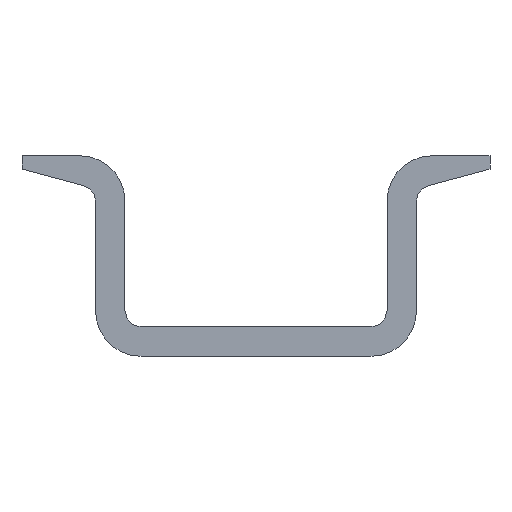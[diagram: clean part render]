
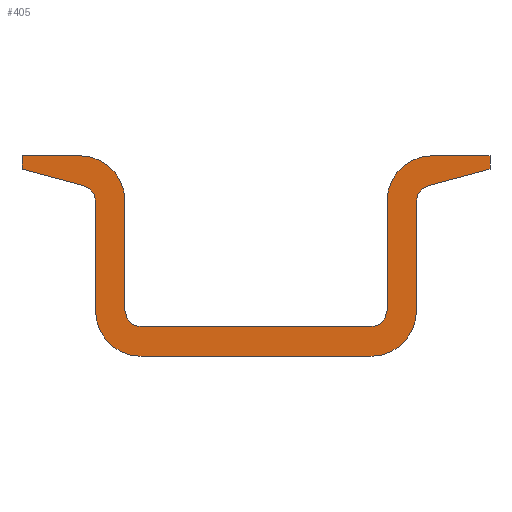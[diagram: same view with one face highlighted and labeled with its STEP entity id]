
A CAD part, front view. The second image highlights one B-rep face of the part: STEP entity #405.
In plain terms, the highlighted planar face has unit normal (0, -1, 0).
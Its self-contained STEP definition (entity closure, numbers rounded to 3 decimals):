
#23=FACE_OUTER_BOUND('',#45,.T.);
#45=EDGE_LOOP('',(#271,#272,#273,#274,#275,#276,#277,#278,#279,#280,#281,
#282,#283,#284,#285,#286,#287,#288,#289,#290));
#67=CIRCLE('',#451,3.4);
#68=CIRCLE('',#452,1.2);
#69=CIRCLE('',#453,1.2);
#70=CIRCLE('',#454,3.4);
#71=CIRCLE('',#455,1.2);
#72=CIRCLE('',#456,3.4);
#73=CIRCLE('',#457,3.4);
#74=CIRCLE('',#458,1.2);
#83=LINE('',#614,#127);
#84=LINE('',#616,#128);
#85=LINE('',#620,#129);
#86=LINE('',#624,#130);
#87=LINE('',#628,#131);
#88=LINE('',#632,#132);
#89=LINE('',#634,#133);
#90=LINE('',#636,#134);
#91=LINE('',#640,#135);
#92=LINE('',#644,#136);
#93=LINE('',#648,#137);
#94=LINE('',#651,#138);
#127=VECTOR('',#492,10.);
#128=VECTOR('',#493,10.);
#129=VECTOR('',#496,10.);
#130=VECTOR('',#499,10.);
#131=VECTOR('',#502,10.);
#132=VECTOR('',#505,10.);
#133=VECTOR('',#506,10.);
#134=VECTOR('',#507,10.);
#135=VECTOR('',#510,10.);
#136=VECTOR('',#513,10.);
#137=VECTOR('',#516,10.);
#138=VECTOR('',#519,10.);
#171=VERTEX_POINT('',#612);
#172=VERTEX_POINT('',#613);
#173=VERTEX_POINT('',#615);
#174=VERTEX_POINT('',#617);
#175=VERTEX_POINT('',#619);
#176=VERTEX_POINT('',#621);
#177=VERTEX_POINT('',#623);
#178=VERTEX_POINT('',#625);
#179=VERTEX_POINT('',#627);
#180=VERTEX_POINT('',#629);
#181=VERTEX_POINT('',#631);
#182=VERTEX_POINT('',#633);
#183=VERTEX_POINT('',#635);
#184=VERTEX_POINT('',#637);
#185=VERTEX_POINT('',#639);
#186=VERTEX_POINT('',#641);
#187=VERTEX_POINT('',#643);
#188=VERTEX_POINT('',#645);
#189=VERTEX_POINT('',#647);
#190=VERTEX_POINT('',#649);
#211=EDGE_CURVE('',#171,#172,#83,.T.);
#212=EDGE_CURVE('',#173,#171,#84,.T.);
#213=EDGE_CURVE('',#174,#173,#67,.T.);
#214=EDGE_CURVE('',#175,#174,#85,.T.);
#215=EDGE_CURVE('',#176,#175,#68,.T.);
#216=EDGE_CURVE('',#177,#176,#86,.T.);
#217=EDGE_CURVE('',#178,#177,#69,.T.);
#218=EDGE_CURVE('',#179,#178,#87,.T.);
#219=EDGE_CURVE('',#180,#179,#70,.T.);
#220=EDGE_CURVE('',#181,#180,#88,.T.);
#221=EDGE_CURVE('',#182,#181,#89,.T.);
#222=EDGE_CURVE('',#183,#182,#90,.T.);
#223=EDGE_CURVE('',#184,#183,#71,.T.);
#224=EDGE_CURVE('',#185,#184,#91,.T.);
#225=EDGE_CURVE('',#186,#185,#72,.T.);
#226=EDGE_CURVE('',#187,#186,#92,.T.);
#227=EDGE_CURVE('',#188,#187,#73,.T.);
#228=EDGE_CURVE('',#189,#188,#93,.T.);
#229=EDGE_CURVE('',#190,#189,#74,.T.);
#230=EDGE_CURVE('',#172,#190,#94,.T.);
#271=ORIENTED_EDGE('',*,*,#211,.F.);
#272=ORIENTED_EDGE('',*,*,#212,.F.);
#273=ORIENTED_EDGE('',*,*,#213,.F.);
#274=ORIENTED_EDGE('',*,*,#214,.F.);
#275=ORIENTED_EDGE('',*,*,#215,.F.);
#276=ORIENTED_EDGE('',*,*,#216,.F.);
#277=ORIENTED_EDGE('',*,*,#217,.F.);
#278=ORIENTED_EDGE('',*,*,#218,.F.);
#279=ORIENTED_EDGE('',*,*,#219,.F.);
#280=ORIENTED_EDGE('',*,*,#220,.F.);
#281=ORIENTED_EDGE('',*,*,#221,.F.);
#282=ORIENTED_EDGE('',*,*,#222,.F.);
#283=ORIENTED_EDGE('',*,*,#223,.F.);
#284=ORIENTED_EDGE('',*,*,#224,.F.);
#285=ORIENTED_EDGE('',*,*,#225,.F.);
#286=ORIENTED_EDGE('',*,*,#226,.F.);
#287=ORIENTED_EDGE('',*,*,#227,.F.);
#288=ORIENTED_EDGE('',*,*,#228,.F.);
#289=ORIENTED_EDGE('',*,*,#229,.F.);
#290=ORIENTED_EDGE('',*,*,#230,.F.);
#391=PLANE('',#450);
#405=ADVANCED_FACE('',(#23),#391,.F.);
#450=AXIS2_PLACEMENT_3D('',#611,#490,#491);
#451=AXIS2_PLACEMENT_3D('',#618,#494,#495);
#452=AXIS2_PLACEMENT_3D('',#622,#497,#498);
#453=AXIS2_PLACEMENT_3D('',#626,#500,#501);
#454=AXIS2_PLACEMENT_3D('',#630,#503,#504);
#455=AXIS2_PLACEMENT_3D('',#638,#508,#509);
#456=AXIS2_PLACEMENT_3D('',#642,#511,#512);
#457=AXIS2_PLACEMENT_3D('',#646,#514,#515);
#458=AXIS2_PLACEMENT_3D('',#650,#517,#518);
#490=DIRECTION('center_axis',(0.,1.,0.));
#491=DIRECTION('ref_axis',(0.,0.,1.));
#492=DIRECTION('',(0.,0.,-1.));
#493=DIRECTION('',(1.,0.,0.));
#494=DIRECTION('center_axis',(0.,1.,0.));
#495=DIRECTION('ref_axis',(1.,0.,0.));
#496=DIRECTION('',(0.,0.,1.));
#497=DIRECTION('center_axis',(0.,-1.,0.));
#498=DIRECTION('ref_axis',(1.,0.,0.));
#499=DIRECTION('',(1.,0.,0.));
#500=DIRECTION('center_axis',(0.,-1.,0.));
#501=DIRECTION('ref_axis',(0.,0.,-1.));
#502=DIRECTION('',(0.,0.,-1.));
#503=DIRECTION('center_axis',(0.,1.,0.));
#504=DIRECTION('ref_axis',(0.,0.,-1.));
#505=DIRECTION('',(1.,0.,0.));
#506=DIRECTION('',(0.,0.,1.));
#507=DIRECTION('',(-0.966,0.,0.259));
#508=DIRECTION('center_axis',(0.,-1.,0.));
#509=DIRECTION('ref_axis',(0.259,0.,0.966));
#510=DIRECTION('',(0.,0.,1.));
#511=DIRECTION('center_axis',(0.,1.,0.));
#512=DIRECTION('ref_axis',(0.,0.,1.));
#513=DIRECTION('',(-1.,0.,0.));
#514=DIRECTION('center_axis',(0.,1.,0.));
#515=DIRECTION('ref_axis',(-1.,0.,0.));
#516=DIRECTION('',(0.,0.,-1.));
#517=DIRECTION('center_axis',(0.,-1.,0.));
#518=DIRECTION('ref_axis',(-1.,0.,0.));
#519=DIRECTION('',(-0.966,0.,-0.259));
#611=CARTESIAN_POINT('Origin',(0.,-1000.,6.732));
#612=CARTESIAN_POINT('',(17.5,-1000.,15.));
#613=CARTESIAN_POINT('',(17.5,-1000.,13.995));
#614=CARTESIAN_POINT('',(17.5,-1000.,13.995));
#615=CARTESIAN_POINT('',(13.2,-1000.,15.));
#616=CARTESIAN_POINT('',(17.5,-1000.,15.));
#617=CARTESIAN_POINT('',(9.8,-1000.,11.6));
#618=CARTESIAN_POINT('Origin',(13.2,-1000.,11.6));
#619=CARTESIAN_POINT('',(9.8,-1000.,3.4));
#620=CARTESIAN_POINT('',(9.8,-1000.,11.6));
#621=CARTESIAN_POINT('',(8.6,-1000.,2.2));
#622=CARTESIAN_POINT('Origin',(8.6,-1000.,3.4));
#623=CARTESIAN_POINT('',(-8.6,-1000.,2.2));
#624=CARTESIAN_POINT('',(8.6,-1000.,2.2));
#625=CARTESIAN_POINT('',(-9.8,-1000.,3.4));
#626=CARTESIAN_POINT('Origin',(-8.6,-1000.,3.4));
#627=CARTESIAN_POINT('',(-9.8,-1000.,11.6));
#628=CARTESIAN_POINT('',(-9.8,-1000.,3.4));
#629=CARTESIAN_POINT('',(-13.2,-1000.,15.));
#630=CARTESIAN_POINT('Origin',(-13.2,-1000.,11.6));
#631=CARTESIAN_POINT('',(-17.5,-1000.,15.));
#632=CARTESIAN_POINT('',(-13.2,-1000.,15.));
#633=CARTESIAN_POINT('',(-17.5,-1000.,13.995));
#634=CARTESIAN_POINT('',(-17.5,-1000.,15.));
#635=CARTESIAN_POINT('',(-12.889,-1000.,12.759));
#636=CARTESIAN_POINT('',(-17.5,-1000.,13.995));
#637=CARTESIAN_POINT('',(-12.,-1000.,11.6));
#638=CARTESIAN_POINT('Origin',(-13.2,-1000.,11.6));
#639=CARTESIAN_POINT('',(-12.,-1000.,3.4));
#640=CARTESIAN_POINT('',(-12.,-1000.,11.6));
#641=CARTESIAN_POINT('',(-8.6,-1000.,0.));
#642=CARTESIAN_POINT('Origin',(-8.6,-1000.,3.4));
#643=CARTESIAN_POINT('',(8.6,-1000.,0.));
#644=CARTESIAN_POINT('',(-8.6,-1000.,0.));
#645=CARTESIAN_POINT('',(12.,-1000.,3.4));
#646=CARTESIAN_POINT('Origin',(8.6,-1000.,3.4));
#647=CARTESIAN_POINT('',(12.,-1000.,11.6));
#648=CARTESIAN_POINT('',(12.,-1000.,3.4));
#649=CARTESIAN_POINT('',(12.889,-1000.,12.759));
#650=CARTESIAN_POINT('Origin',(13.2,-1000.,11.6));
#651=CARTESIAN_POINT('',(12.889,-1000.,12.759));
